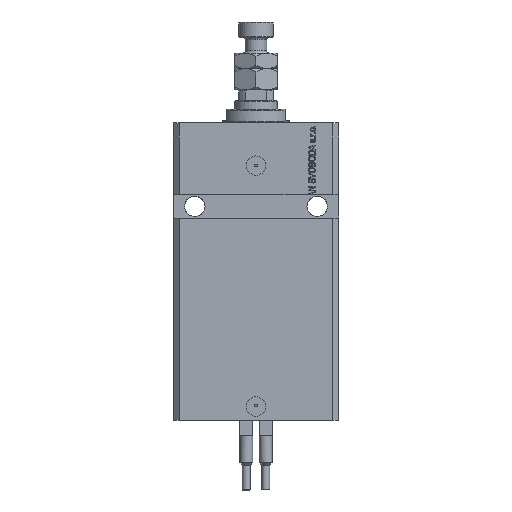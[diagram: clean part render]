
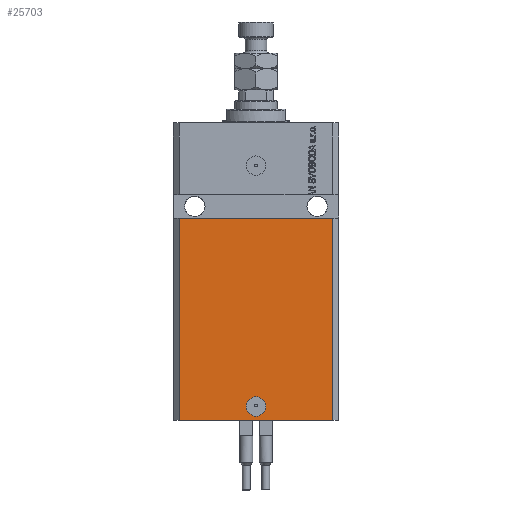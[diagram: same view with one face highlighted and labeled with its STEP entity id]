
A CAD part, front view. The second image highlights one B-rep face of the part: STEP entity #25703.
In plain terms, the highlighted planar face has unit normal (0, -1, 0).
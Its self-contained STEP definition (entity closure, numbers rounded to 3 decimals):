
#796 = VECTOR ( 'NONE', #27263, 1000. ) ;
#1216 = CARTESIAN_POINT ( 'NONE',  ( 39.5, -31.5, -153. ) ) ;
#1238 = AXIS2_PLACEMENT_3D ( 'NONE', #47114, #50439, #46601 ) ;
#2711 = CARTESIAN_POINT ( 'NONE',  ( -39.5, -31.5, -49. ) ) ;
#2846 = CARTESIAN_POINT ( 'NONE',  ( 39.5, -31.5, -153. ) ) ;
#4201 = EDGE_CURVE ( 'NONE', #26236, #11036, #39955, .T. ) ;
#4205 = ORIENTED_EDGE ( 'NONE', *, *, #25775, .F. ) ;
#5405 = VERTEX_POINT ( 'NONE', #12857 ) ;
#5618 = CARTESIAN_POINT ( 'NONE',  ( 0., -31.5, -146. ) ) ;
#6124 = DIRECTION ( 'NONE',  ( 0., -1., 0. ) ) ;
#6596 = LINE ( 'NONE', #33211, #40472 ) ;
#8238 = EDGE_CURVE ( 'NONE', #11036, #26236, #36044, .T. ) ;
#8353 = LINE ( 'NONE', #11667, #796 ) ;
#9267 = VERTEX_POINT ( 'NONE', #2711 ) ;
#11005 = EDGE_LOOP ( 'NONE', ( #33391, #4205, #35149, #28196 ) ) ;
#11036 = VERTEX_POINT ( 'NONE', #38161 ) ;
#11667 = CARTESIAN_POINT ( 'NONE',  ( -42.5, -31.5, -49. ) ) ;
#12857 = CARTESIAN_POINT ( 'NONE',  ( 39.5, -31.5, -49. ) ) ;
#13806 = EDGE_CURVE ( 'NONE', #40882, #5405, #26144, .T. ) ;
#14769 = AXIS2_PLACEMENT_3D ( 'NONE', #5618, #6124, #36835 ) ;
#15696 = CARTESIAN_POINT ( 'NONE',  ( 0., -31.5, -146. ) ) ;
#15918 = PLANE ( 'NONE',  #1238 ) ;
#18235 = EDGE_CURVE ( 'NONE', #22387, #40882, #44841, .T. ) ;
#20036 = DIRECTION ( 'NONE',  ( 1., 0., 0. ) ) ;
#20583 = VECTOR ( 'NONE', #30224, 1000. ) ;
#20929 = FACE_BOUND ( 'NONE', #49883, .T. ) ;
#22387 = VERTEX_POINT ( 'NONE', #26296 ) ;
#25703 = ADVANCED_FACE ( 'NONE', ( #20929, #39461 ), #15918, .T. ) ;
#25775 = EDGE_CURVE ( 'NONE', #22387, #9267, #6596, .T. ) ;
#25989 = DIRECTION ( 'NONE',  ( 0., -1., 0. ) ) ;
#26144 = LINE ( 'NONE', #2846, #20583 ) ;
#26155 = DIRECTION ( 'NONE',  ( 1., 0., 0. ) ) ;
#26236 = VERTEX_POINT ( 'NONE', #43859 ) ;
#26296 = CARTESIAN_POINT ( 'NONE',  ( -39.5, -31.5, -153. ) ) ;
#27263 = DIRECTION ( 'NONE',  ( 1., 0., 0. ) ) ;
#28196 = ORIENTED_EDGE ( 'NONE', *, *, #13806, .T. ) ;
#30224 = DIRECTION ( 'NONE',  ( 0., 0., 1. ) ) ;
#33161 = ORIENTED_EDGE ( 'NONE', *, *, #8238, .F. ) ;
#33211 = CARTESIAN_POINT ( 'NONE',  ( -39.5, -31.5, -153. ) ) ;
#33391 = ORIENTED_EDGE ( 'NONE', *, *, #46817, .F. ) ;
#35149 = ORIENTED_EDGE ( 'NONE', *, *, #18235, .T. ) ;
#36044 = CIRCLE ( 'NONE', #14769, 5. ) ;
#36835 = DIRECTION ( 'NONE',  ( 1., 0., 0. ) ) ;
#38161 = CARTESIAN_POINT ( 'NONE',  ( 5., -31.5, -146. ) ) ;
#39146 = AXIS2_PLACEMENT_3D ( 'NONE', #15696, #25989, #20036 ) ;
#39461 = FACE_OUTER_BOUND ( 'NONE', #11005, .T. ) ;
#39955 = CIRCLE ( 'NONE', #39146, 5. ) ;
#40472 = VECTOR ( 'NONE', #44969, 1000. ) ;
#40882 = VERTEX_POINT ( 'NONE', #1216 ) ;
#43553 = VECTOR ( 'NONE', #26155, 1000. ) ;
#43859 = CARTESIAN_POINT ( 'NONE',  ( -5., -31.5, -146. ) ) ;
#44841 = LINE ( 'NONE', #48678, #43553 ) ;
#44969 = DIRECTION ( 'NONE',  ( 0., 0., 1. ) ) ;
#46601 = DIRECTION ( 'NONE',  ( 0., 0., -1. ) ) ;
#46817 = EDGE_CURVE ( 'NONE', #9267, #5405, #8353, .T. ) ;
#47114 = CARTESIAN_POINT ( 'NONE',  ( -39.5, -31.5, -153. ) ) ;
#48678 = CARTESIAN_POINT ( 'NONE',  ( -39.5, -31.5, -153. ) ) ;
#49883 = EDGE_LOOP ( 'NONE', ( #33161, #50175 ) ) ;
#50175 = ORIENTED_EDGE ( 'NONE', *, *, #4201, .F. ) ;
#50439 = DIRECTION ( 'NONE',  ( 0., -1., 0. ) ) ;
